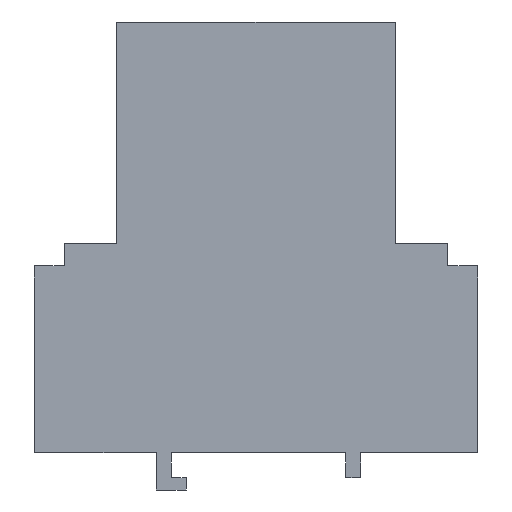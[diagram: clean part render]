
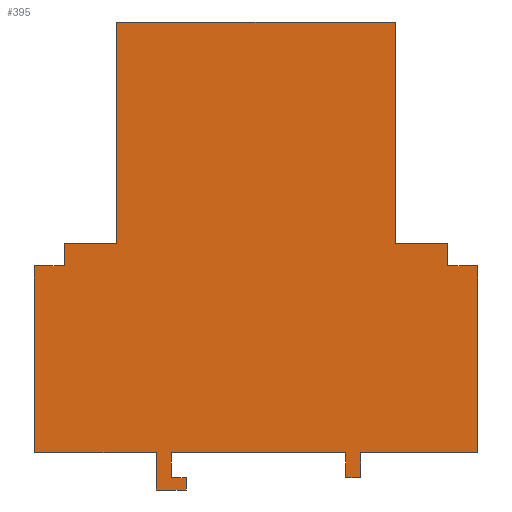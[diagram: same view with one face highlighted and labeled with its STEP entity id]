
A CAD part, left-side view. The second image highlights one B-rep face of the part: STEP entity #395.
In plain terms, the highlighted planar face has unit normal (-1, 0, 0).
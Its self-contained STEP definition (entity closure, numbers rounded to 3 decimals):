
#395=ADVANCED_FACE('',(#804),#805,.T.);
#804=FACE_OUTER_BOUND('',#1204,.T.);
#805=PLANE('',#1205);
#1204=EDGE_LOOP('',(#2211,#2212,#2213,#2214,#2215,#2216,#2217,#2218,#2219,#2220,#2221,#2222,#2223,#2224,#2225,#2226,#2227,#2228,#2229,#2230,#2231,#2232));
#1205=AXIS2_PLACEMENT_3D('',#2233,#2234,#2235);
#2211=ORIENTED_EDGE('',*,*,#2593,.F.);
#2212=ORIENTED_EDGE('',*,*,#2623,.F.);
#2213=ORIENTED_EDGE('',*,*,#2452,.F.);
#2214=ORIENTED_EDGE('',*,*,#2433,.T.);
#2215=ORIENTED_EDGE('',*,*,#2438,.T.);
#2216=ORIENTED_EDGE('',*,*,#2442,.T.);
#2217=ORIENTED_EDGE('',*,*,#2446,.T.);
#2218=ORIENTED_EDGE('',*,*,#2450,.T.);
#2219=ORIENTED_EDGE('',*,*,#2460,.F.);
#2220=ORIENTED_EDGE('',*,*,#2428,.T.);
#2221=ORIENTED_EDGE('',*,*,#2420,.T.);
#2222=ORIENTED_EDGE('',*,*,#2425,.T.);
#2223=ORIENTED_EDGE('',*,*,#2458,.F.);
#2224=ORIENTED_EDGE('',*,*,#2620,.F.);
#2225=ORIENTED_EDGE('',*,*,#2616,.F.);
#2226=ORIENTED_EDGE('',*,*,#2612,.F.);
#2227=ORIENTED_EDGE('',*,*,#2588,.F.);
#2228=ORIENTED_EDGE('',*,*,#2609,.F.);
#2229=ORIENTED_EDGE('',*,*,#2605,.F.);
#2230=ORIENTED_EDGE('',*,*,#2601,.F.);
#2231=ORIENTED_EDGE('',*,*,#2523,.F.);
#2232=ORIENTED_EDGE('',*,*,#2598,.F.);
#2233=CARTESIAN_POINT('',(-242.072,-54.517,-3.088));
#2234=DIRECTION('',(-1.0,0.,0.));
#2235=DIRECTION('',(0.,-1.0,0.));
#2420=EDGE_CURVE('',#2934,#2932,#2935,.T.);
#2425=EDGE_CURVE('',#2932,#2940,#2942,.T.);
#2428=EDGE_CURVE('',#2946,#2934,#2947,.T.);
#2433=EDGE_CURVE('',#2955,#2953,#2956,.T.);
#2438=EDGE_CURVE('',#2953,#2961,#2963,.T.);
#2442=EDGE_CURVE('',#2961,#2967,#2969,.T.);
#2446=EDGE_CURVE('',#2967,#2973,#2975,.T.);
#2450=EDGE_CURVE('',#2973,#2979,#2981,.T.);
#2452=EDGE_CURVE('',#2955,#2983,#2984,.T.);
#2458=EDGE_CURVE('',#2991,#2940,#2993,.T.);
#2460=EDGE_CURVE('',#2946,#2979,#2995,.T.);
#2523=EDGE_CURVE('',#3058,#3059,#3060,.T.);
#2588=EDGE_CURVE('',#3127,#3128,#3129,.T.);
#2593=EDGE_CURVE('',#3136,#3137,#3138,.T.);
#2598=EDGE_CURVE('',#3137,#3058,#3145,.T.);
#2601=EDGE_CURVE('',#3059,#3148,#3149,.T.);
#2605=EDGE_CURVE('',#3148,#3154,#3155,.T.);
#2609=EDGE_CURVE('',#3154,#3127,#3160,.T.);
#2612=EDGE_CURVE('',#3128,#3163,#3164,.T.);
#2616=EDGE_CURVE('',#3163,#3169,#3170,.T.);
#2620=EDGE_CURVE('',#3169,#2991,#3175,.T.);
#2623=EDGE_CURVE('',#2983,#3136,#3178,.T.);
#2932=VERTEX_POINT('',#3568);
#2934=VERTEX_POINT('',#3571);
#2935=LINE('',#3572,#3573);
#2940=VERTEX_POINT('',#3580);
#2942=LINE('',#3583,#3584);
#2946=VERTEX_POINT('',#3589);
#2947=LINE('',#3590,#3591);
#2953=VERTEX_POINT('',#3599);
#2955=VERTEX_POINT('',#3602);
#2956=LINE('',#3603,#3604);
#2961=VERTEX_POINT('',#3611);
#2963=LINE('',#3614,#3615);
#2967=VERTEX_POINT('',#3620);
#2969=LINE('',#3623,#3624);
#2973=VERTEX_POINT('',#3629);
#2975=LINE('',#3632,#3633);
#2979=VERTEX_POINT('',#3638);
#2981=LINE('',#3641,#3642);
#2983=VERTEX_POINT('',#3644);
#2984=LINE('',#3645,#3646);
#2991=VERTEX_POINT('',#3656);
#2993=LINE('',#3659,#3660);
#2995=LINE('',#3662,#3663);
#3058=VERTEX_POINT('',#3727);
#3059=VERTEX_POINT('',#3728);
#3060=LINE('',#3729,#3730);
#3127=VERTEX_POINT('',#3800);
#3128=VERTEX_POINT('',#3801);
#3129=LINE('',#3802,#3803);
#3136=VERTEX_POINT('',#3813);
#3137=VERTEX_POINT('',#3814);
#3138=LINE('',#3815,#3816);
#3145=LINE('',#3826,#3827);
#3148=VERTEX_POINT('',#3831);
#3149=LINE('',#3832,#3833);
#3154=VERTEX_POINT('',#3840);
#3155=LINE('',#3841,#3842);
#3160=LINE('',#3849,#3850);
#3163=VERTEX_POINT('',#3854);
#3164=LINE('',#3855,#3856);
#3169=VERTEX_POINT('',#3863);
#3170=LINE('',#3864,#3865);
#3175=LINE('',#3872,#3873);
#3178=LINE('',#3877,#3878);
#3568=CARTESIAN_POINT('',(-242.072,-75.517,-47.0));
#3571=CARTESIAN_POINT('',(-242.072,-72.517,-47.0));
#3572=CARTESIAN_POINT('',(-242.072,-72.517,-47.0));
#3573=VECTOR('',#4146,1.0);
#3580=CARTESIAN_POINT('',(-242.072,-75.517,-42.0));
#3583=CARTESIAN_POINT('',(-242.072,-75.517,-47.0));
#3584=VECTOR('',#4150,1.0);
#3589=CARTESIAN_POINT('',(-242.072,-72.517,-42.0));
#3590=CARTESIAN_POINT('',(-242.072,-72.517,-42.0));
#3591=VECTOR('',#4152,1.0);
#3599=CARTESIAN_POINT('',(-242.072,-34.517,-49.5));
#3602=CARTESIAN_POINT('',(-242.072,-34.517,-42.0));
#3603=CARTESIAN_POINT('',(-242.072,-34.517,-42.0));
#3604=VECTOR('',#4156,1.0);
#3611=CARTESIAN_POINT('',(-242.072,-40.517,-49.5));
#3614=CARTESIAN_POINT('',(-242.072,-34.517,-49.5));
#3615=VECTOR('',#4160,1.0);
#3620=CARTESIAN_POINT('',(-242.072,-40.517,-47.0));
#3623=CARTESIAN_POINT('',(-242.072,-40.517,-49.5));
#3624=VECTOR('',#4163,1.0);
#3629=CARTESIAN_POINT('',(-242.072,-37.517,-47.0));
#3632=CARTESIAN_POINT('',(-242.072,-40.517,-47.0));
#3633=VECTOR('',#4166,1.0);
#3638=CARTESIAN_POINT('',(-242.072,-37.517,-42.0));
#3641=CARTESIAN_POINT('',(-242.072,-37.517,-47.0));
#3642=VECTOR('',#4169,1.0);
#3644=CARTESIAN_POINT('',(-242.072,-10.017,-42.0));
#3645=CARTESIAN_POINT('',(-242.072,-10.017,-42.0));
#3646=VECTOR('',#4170,1.0);
#3656=CARTESIAN_POINT('',(-242.072,-99.017,-42.0));
#3659=CARTESIAN_POINT('',(-242.072,-10.017,-42.0));
#3660=VECTOR('',#4175,1.0);
#3662=CARTESIAN_POINT('',(-242.072,-10.017,-42.0));
#3663=VECTOR('',#4176,1.0);
#3727=CARTESIAN_POINT('',(-242.072,-16.017,0.0));
#3728=CARTESIAN_POINT('',(-242.072,-26.517,0.0));
#3729=CARTESIAN_POINT('',(-242.072,-26.517,0.0));
#3730=VECTOR('',#4268,1.0);
#3800=CARTESIAN_POINT('',(-242.072,-82.517,0.0));
#3801=CARTESIAN_POINT('',(-242.072,-93.017,0.0));
#3802=CARTESIAN_POINT('',(-242.072,-93.017,0.0));
#3803=VECTOR('',#4362,1.0);
#3813=CARTESIAN_POINT('',(-242.072,-10.017,-4.5));
#3814=CARTESIAN_POINT('',(-242.072,-16.017,-4.5));
#3815=CARTESIAN_POINT('',(-242.072,-16.017,-4.5));
#3816=VECTOR('',#4366,1.0);
#3826=CARTESIAN_POINT('',(-242.072,-16.017,0.0));
#3827=VECTOR('',#4370,1.0);
#3831=CARTESIAN_POINT('',(-242.072,-26.517,44.5));
#3832=CARTESIAN_POINT('',(-242.072,-26.517,44.5));
#3833=VECTOR('',#4372,1.0);
#3840=CARTESIAN_POINT('',(-242.072,-82.517,44.5));
#3841=CARTESIAN_POINT('',(-242.072,-82.517,44.5));
#3842=VECTOR('',#4375,1.0);
#3849=CARTESIAN_POINT('',(-242.072,-82.517,0.0));
#3850=VECTOR('',#4378,1.0);
#3854=CARTESIAN_POINT('',(-242.072,-93.017,-4.5));
#3855=CARTESIAN_POINT('',(-242.072,-93.017,-4.5));
#3856=VECTOR('',#4380,1.0);
#3863=CARTESIAN_POINT('',(-242.072,-99.017,-4.5));
#3864=CARTESIAN_POINT('',(-242.072,-99.017,-4.5));
#3865=VECTOR('',#4383,1.0);
#3872=CARTESIAN_POINT('',(-242.072,-99.017,-17.0));
#3873=VECTOR('',#4386,1.0);
#3877=CARTESIAN_POINT('',(-242.072,-10.017,-29.5));
#3878=VECTOR('',#4388,1.0);
#4146=DIRECTION('',(0.,-1.0,0.));
#4150=DIRECTION('',(0.,0.,1.0));
#4152=DIRECTION('',(0.,0.,-1.0));
#4156=DIRECTION('',(0.,0.,-1.0));
#4160=DIRECTION('',(0.,-1.0,0.));
#4163=DIRECTION('',(0.,0.,1.0));
#4166=DIRECTION('',(0.,1.0,0.));
#4169=DIRECTION('',(0.,0.,1.0));
#4170=DIRECTION('',(0.,1.0,0.));
#4175=DIRECTION('',(0.,1.0,0.));
#4176=DIRECTION('',(0.,1.0,0.));
#4268=DIRECTION('',(0.,-1.0,0.));
#4362=DIRECTION('',(0.,-1.0,0.));
#4366=DIRECTION('',(0.,-1.0,0.));
#4370=DIRECTION('',(0.,0.,1.0));
#4372=DIRECTION('',(0.,0.,1.0));
#4375=DIRECTION('',(0.,-1.0,0.));
#4378=DIRECTION('',(0.,0.,-1.0));
#4380=DIRECTION('',(0.,0.,-1.0));
#4383=DIRECTION('',(0.,-1.0,0.));
#4386=DIRECTION('',(0.,0.,-1.0));
#4388=DIRECTION('',(0.,0.,1.0));
